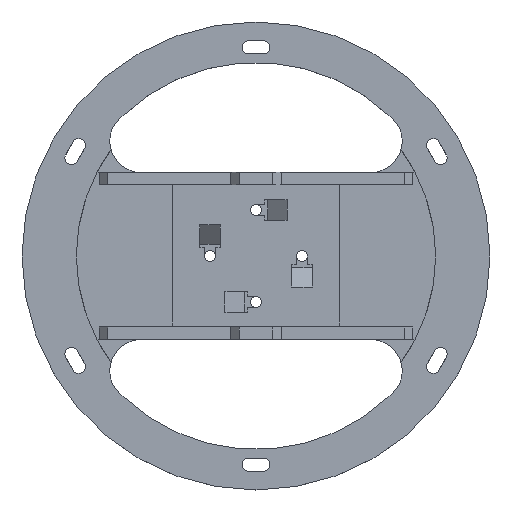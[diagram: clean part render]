
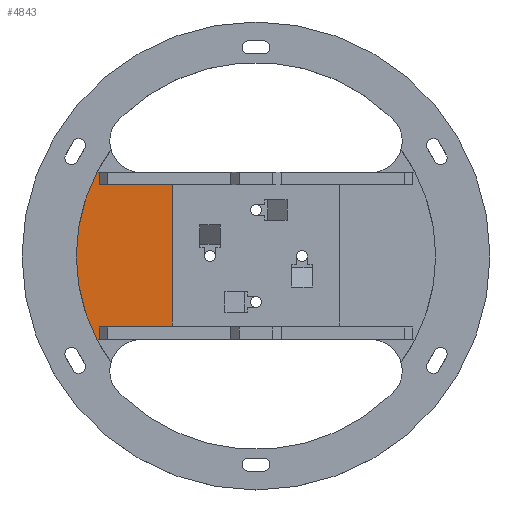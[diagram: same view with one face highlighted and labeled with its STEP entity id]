
A CAD part, top view. The second image highlights one B-rep face of the part: STEP entity #4843.
In plain terms, the highlighted planar face has unit normal (0, 0, 1).
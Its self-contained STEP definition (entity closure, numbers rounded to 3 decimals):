
#271=FACE_OUTER_BOUND('',#556,.T.);
#556=EDGE_LOOP('',(#3661,#3662,#3663,#3664,#3665,#3666,#3667,#3668));
#945=CIRCLE('',#5283,43.);
#1151=LINE('',#7372,#1570);
#1198=LINE('',#7713,#1617);
#1203=LINE('',#7722,#1622);
#1244=LINE('',#7852,#1663);
#1245=LINE('',#7854,#1664);
#1246=LINE('',#7856,#1665);
#1247=LINE('',#7859,#1666);
#1570=VECTOR('',#5786,1.);
#1617=VECTOR('',#6105,10.);
#1622=VECTOR('',#6112,10.);
#1663=VECTOR('',#6241,1.);
#1664=VECTOR('',#6242,1.);
#1665=VECTOR('',#6243,1.);
#1666=VECTOR('',#6246,1.);
#1992=VERTEX_POINT('',#7365);
#1995=VERTEX_POINT('',#7370);
#2151=VERTEX_POINT('',#7709);
#2153=VERTEX_POINT('',#7712);
#2201=VERTEX_POINT('',#7851);
#2202=VERTEX_POINT('',#7853);
#2203=VERTEX_POINT('',#7855);
#2204=VERTEX_POINT('',#7857);
#2516=EDGE_CURVE('',#1992,#1995,#1151,.T.);
#2685=EDGE_CURVE('',#2153,#2151,#1198,.T.);
#2690=EDGE_CURVE('',#2151,#1992,#1203,.T.);
#2755=EDGE_CURVE('',#1995,#2201,#1244,.T.);
#2756=EDGE_CURVE('',#2201,#2202,#1245,.T.);
#2757=EDGE_CURVE('',#2202,#2203,#1246,.T.);
#2758=EDGE_CURVE('',#2203,#2204,#945,.T.);
#2759=EDGE_CURVE('',#2153,#2204,#1247,.T.);
#3661=ORIENTED_EDGE('',*,*,#2685,.T.);
#3662=ORIENTED_EDGE('',*,*,#2690,.T.);
#3663=ORIENTED_EDGE('',*,*,#2516,.T.);
#3664=ORIENTED_EDGE('',*,*,#2755,.T.);
#3665=ORIENTED_EDGE('',*,*,#2756,.T.);
#3666=ORIENTED_EDGE('',*,*,#2757,.T.);
#3667=ORIENTED_EDGE('',*,*,#2758,.T.);
#3668=ORIENTED_EDGE('',*,*,#2759,.F.);
#4710=PLANE('',#5282);
#4843=ADVANCED_FACE('',(#271),#4710,.T.);
#5282=AXIS2_PLACEMENT_3D('',#7850,#6239,#6240);
#5283=AXIS2_PLACEMENT_3D('',#7858,#6244,#6245);
#5786=DIRECTION('',(0.,1.,0.));
#6105=DIRECTION('',(0.,1.,0.));
#6112=DIRECTION('',(1.,0.,0.));
#6239=DIRECTION('center_axis',(0.,0.,1.));
#6240=DIRECTION('ref_axis',(1.,0.,0.));
#6241=DIRECTION('',(-1.,0.,0.));
#6242=DIRECTION('',(0.,1.,0.));
#6243=DIRECTION('',(-1.,0.,0.));
#6244=DIRECTION('center_axis',(0.,0.,1.));
#6245=DIRECTION('ref_axis',(0.,1.,0.));
#6246=DIRECTION('',(-1.,0.,0.));
#7365=CARTESIAN_POINT('',(-20.,-17.,6.));
#7370=CARTESIAN_POINT('',(-20.,17.,6.));
#7372=CARTESIAN_POINT('',(-20.,37.5,6.));
#7709=CARTESIAN_POINT('',(-37.5,-17.,6.));
#7712=CARTESIAN_POINT('',(-37.5,-20.,6.));
#7713=CARTESIAN_POINT('',(-37.5,-10.,6.));
#7722=CARTESIAN_POINT('',(18.75,-17.,6.));
#7850=CARTESIAN_POINT('Origin',(0.,0.,6.));
#7851=CARTESIAN_POINT('',(-37.5,17.,6.));
#7852=CARTESIAN_POINT('',(37.5,17.,6.));
#7853=CARTESIAN_POINT('',(-37.5,20.,6.));
#7854=CARTESIAN_POINT('',(-37.5,17.,6.));
#7855=CARTESIAN_POINT('',(-38.066,20.,6.));
#7856=CARTESIAN_POINT('',(37.5,20.,6.));
#7857=CARTESIAN_POINT('',(-38.066,-20.,6.));
#7858=CARTESIAN_POINT('Origin',(0.,0.,6.));
#7859=CARTESIAN_POINT('',(37.5,-20.,6.));
